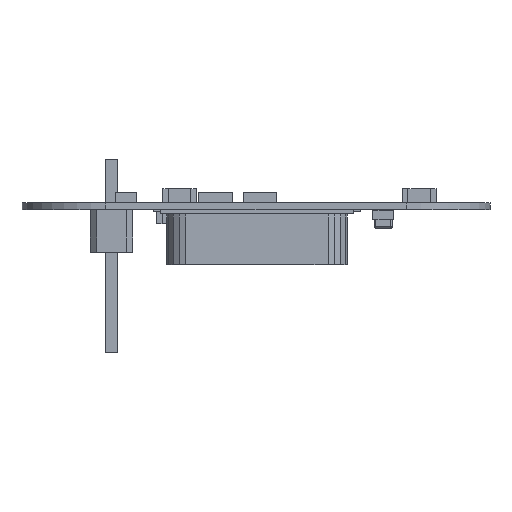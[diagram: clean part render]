
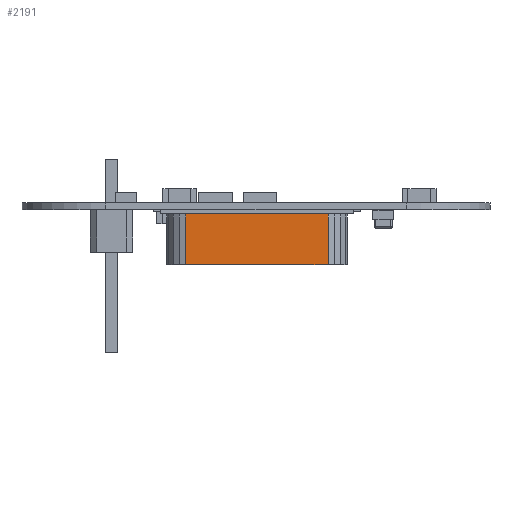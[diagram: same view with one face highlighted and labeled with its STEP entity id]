
A CAD part, front view. The second image highlights one B-rep face of the part: STEP entity #2191.
In plain terms, the highlighted planar face has unit normal (0, -1, 0).
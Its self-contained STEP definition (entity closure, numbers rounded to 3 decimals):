
#2166 = VERTEX_POINT('',#2167);
#2167 = CARTESIAN_POINT('',(-4.255,-2.032,3.048));
#2173 = EDGE_CURVE('',#2174,#2166,#2176,.T.);
#2174 = VERTEX_POINT('',#2175);
#2175 = CARTESIAN_POINT('',(-4.255,-2.032,0.));
#2176 = LINE('',#2177,#2178);
#2177 = CARTESIAN_POINT('',(-4.255,-2.032,0.));
#2178 = VECTOR('',#2179,1.);
#2179 = DIRECTION('',(0.,0.,1.));
#2191 = ADVANCED_FACE('',(#2192),#2217,.F.);
#2192 = FACE_BOUND('',#2193,.F.);
#2193 = EDGE_LOOP('',(#2194,#2195,#2203,#2211));
#2194 = ORIENTED_EDGE('',*,*,#2173,.T.);
#2195 = ORIENTED_EDGE('',*,*,#2196,.T.);
#2196 = EDGE_CURVE('',#2166,#2197,#2199,.T.);
#2197 = VERTEX_POINT('',#2198);
#2198 = CARTESIAN_POINT('',(4.255,-2.032,3.048));
#2199 = LINE('',#2200,#2201);
#2200 = CARTESIAN_POINT('',(-4.255,-2.032,3.048));
#2201 = VECTOR('',#2202,1.);
#2202 = DIRECTION('',(1.,0.,0.));
#2203 = ORIENTED_EDGE('',*,*,#2204,.F.);
#2204 = EDGE_CURVE('',#2205,#2197,#2207,.T.);
#2205 = VERTEX_POINT('',#2206);
#2206 = CARTESIAN_POINT('',(4.255,-2.032,0.));
#2207 = LINE('',#2208,#2209);
#2208 = CARTESIAN_POINT('',(4.255,-2.032,0.));
#2209 = VECTOR('',#2210,1.);
#2210 = DIRECTION('',(0.,0.,1.));
#2211 = ORIENTED_EDGE('',*,*,#2212,.F.);
#2212 = EDGE_CURVE('',#2174,#2205,#2213,.T.);
#2213 = LINE('',#2214,#2215);
#2214 = CARTESIAN_POINT('',(-4.255,-2.032,0.));
#2215 = VECTOR('',#2216,1.);
#2216 = DIRECTION('',(1.,0.,0.));
#2217 = PLANE('',#2218);
#2218 = AXIS2_PLACEMENT_3D('',#2219,#2220,#2221);
#2219 = CARTESIAN_POINT('',(-4.255,-2.032,0.));
#2220 = DIRECTION('',(0.,1.,0.));
#2221 = DIRECTION('',(1.,0.,0.));
